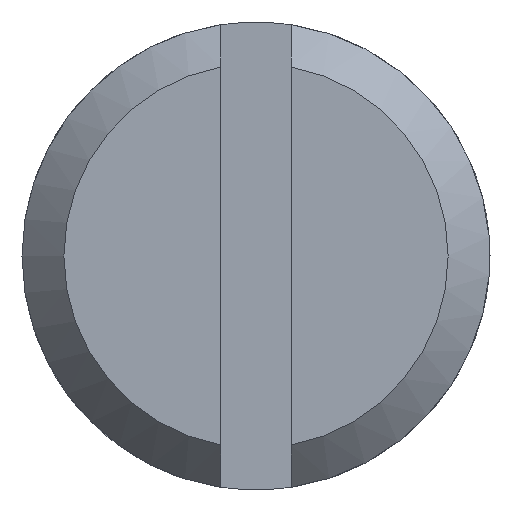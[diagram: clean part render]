
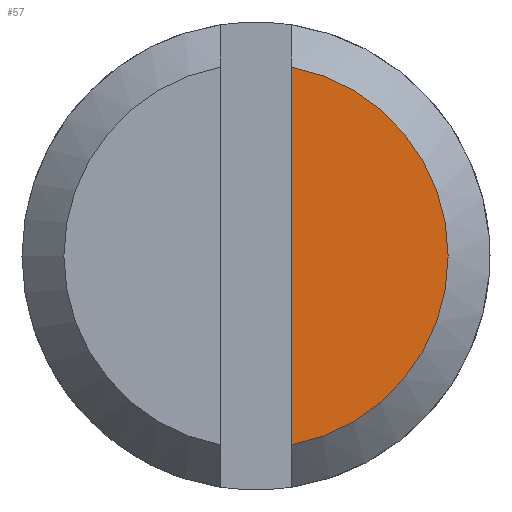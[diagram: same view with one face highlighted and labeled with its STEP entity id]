
A CAD part, left-side view. The second image highlights one B-rep face of the part: STEP entity #57.
In plain terms, the highlighted planar face has unit normal (-1, 0, 0).
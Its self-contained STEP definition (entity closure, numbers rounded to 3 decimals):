
#57 = ADVANCED_FACE( '', ( #114 ), #115, .F. );
#114 = FACE_OUTER_BOUND( '', #166, .T. );
#115 = PLANE( '', #167 );
#166 = EDGE_LOOP( '', ( #259, #260 ) );
#167 = AXIS2_PLACEMENT_3D( '', #261, #262, #263 );
#259 = ORIENTED_EDGE( '', *, *, #279, .F. );
#260 = ORIENTED_EDGE( '', *, *, #294, .F. );
#261 = CARTESIAN_POINT( '', ( 0., 0., 0. ) );
#262 = DIRECTION( '', ( 1., 0., 0. ) );
#263 = DIRECTION( '', ( 0., 1., 0. ) );
#279 = EDGE_CURVE( '', #317, #319, #320, .T. );
#294 = EDGE_CURVE( '', #319, #317, #344, .T. );
#317 = VERTEX_POINT( '', #370 );
#319 = VERTEX_POINT( '', #375 );
#320 = CIRCLE( '', #376, 4.927 );
#344 = LINE( '', #413, #414 );
#370 = CARTESIAN_POINT( '', ( 0., -0.9, 4.844 ) );
#375 = CARTESIAN_POINT( '', ( 0., -0.9, -4.844 ) );
#376 = AXIS2_PLACEMENT_3D( '', #442, #443, #444 );
#413 = CARTESIAN_POINT( '', ( 0., -0.9, -10.5 ) );
#414 = VECTOR( '', #458, 1000. );
#442 = CARTESIAN_POINT( '', ( 0., 0., 0. ) );
#443 = DIRECTION( '', ( 1., 0., 0. ) );
#444 = DIRECTION( '', ( 0., 1., 0. ) );
#458 = DIRECTION( '', ( 0., 0., 1. ) );
